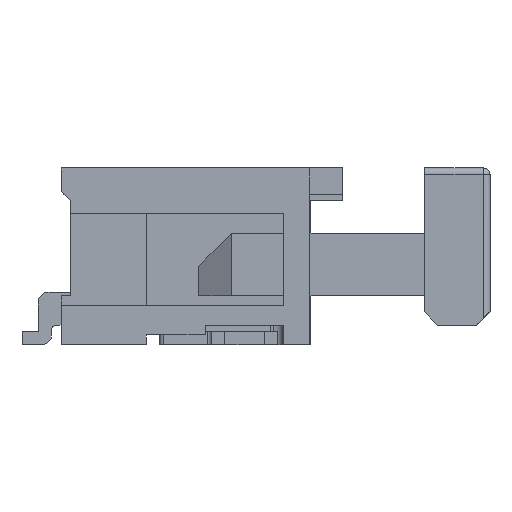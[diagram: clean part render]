
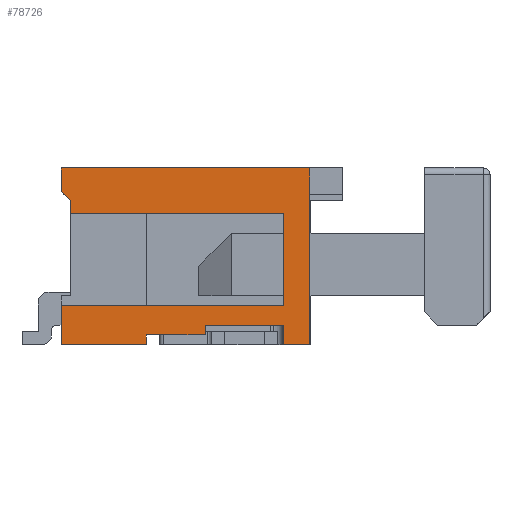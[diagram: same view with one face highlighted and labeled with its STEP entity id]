
A CAD part, left-side view. The second image highlights one B-rep face of the part: STEP entity #78726.
In plain terms, the highlighted planar face has unit normal (-1, 0, 0).
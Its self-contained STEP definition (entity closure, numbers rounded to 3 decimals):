
#277 = LINE ( 'NONE', #108981, #42118 ) ;
#622 = EDGE_CURVE ( 'NONE', #21908, #59307, #60991, .T. ) ;
#880 = DIRECTION ( 'NONE',  ( 0., 0., 1. ) ) ;
#1014 = VERTEX_POINT ( 'NONE', #65039 ) ;
#1077 = CARTESIAN_POINT ( 'NONE',  ( -14.65, -0.425, 0. ) ) ;
#4160 = DIRECTION ( 'NONE',  ( -1., 0., 0. ) ) ;
#4945 = EDGE_CURVE ( 'NONE', #87352, #5554, #47249, .T. ) ;
#5389 = EDGE_CURVE ( 'NONE', #59307, #1014, #277, .T. ) ;
#5554 = VERTEX_POINT ( 'NONE', #59816 ) ;
#5646 = VECTOR ( 'NONE', #66002, 1000. ) ;
#8023 = LINE ( 'NONE', #80169, #76545 ) ;
#9524 = AXIS2_PLACEMENT_3D ( 'NONE', #67324, #4160, #20834 ) ;
#10020 = VERTEX_POINT ( 'NONE', #47474 ) ;
#10259 = ORIENTED_EDGE ( 'NONE', *, *, #94940, .T. ) ;
#11958 = DIRECTION ( 'NONE',  ( 0., -1., 0. ) ) ;
#12576 = LINE ( 'NONE', #23569, #69711 ) ;
#12712 = CARTESIAN_POINT ( 'NONE',  ( -14.65, -0.825, 2.7 ) ) ;
#13172 = LINE ( 'NONE', #67958, #24506 ) ;
#18329 = EDGE_CURVE ( 'NONE', #103714, #1014, #45794, .T. ) ;
#18586 = CARTESIAN_POINT ( 'NONE',  ( -14.65, 2.975, 0.6 ) ) ;
#19525 = EDGE_CURVE ( 'NONE', #117802, #52407, #13172, .T. ) ;
#19993 = VECTOR ( 'NONE', #91254, 1000. ) ;
#20099 = VERTEX_POINT ( 'NONE', #46353 ) ;
#20126 = LINE ( 'NONE', #103153, #5646 ) ;
#20834 = DIRECTION ( 'NONE',  ( 0., 0., 1. ) ) ;
#21908 = VERTEX_POINT ( 'NONE', #54296 ) ;
#22481 = EDGE_CURVE ( 'NONE', #5554, #103714, #65473, .T. ) ;
#23172 = FACE_OUTER_BOUND ( 'NONE', #47442, .T. ) ;
#23569 = CARTESIAN_POINT ( 'NONE',  ( -14.65, -0.825, 0. ) ) ;
#24506 = VECTOR ( 'NONE', #102101, 1000. ) ;
#24710 = CARTESIAN_POINT ( 'NONE',  ( -14.65, 1.675, 0.15 ) ) ;
#28007 = CARTESIAN_POINT ( 'NONE',  ( -14.65, 2.975, 0.6 ) ) ;
#30093 = ORIENTED_EDGE ( 'NONE', *, *, #4945, .F. ) ;
#31052 = PLANE ( 'NONE',  #9524 ) ;
#32170 = LINE ( 'NONE', #95414, #44138 ) ;
#32646 = ORIENTED_EDGE ( 'NONE', *, *, #107772, .T. ) ;
#33615 = DIRECTION ( 'NONE',  ( 0., -0.707, -0.707 ) ) ;
#35169 = CARTESIAN_POINT ( 'NONE',  ( -14.65, 0.775, 0.15 ) ) ;
#35280 = VERTEX_POINT ( 'NONE', #78573 ) ;
#36219 = VECTOR ( 'NONE', #56163, 1000. ) ;
#36710 = CARTESIAN_POINT ( 'NONE',  ( -14.65, 0.775, 0. ) ) ;
#38126 = LINE ( 'NONE', #100845, #94923 ) ;
#38716 = VERTEX_POINT ( 'NONE', #42042 ) ;
#40312 = ORIENTED_EDGE ( 'NONE', *, *, #622, .T. ) ;
#41812 = LINE ( 'NONE', #115219, #85797 ) ;
#42042 = CARTESIAN_POINT ( 'NONE',  ( -14.65, -0.425, 0.3 ) ) ;
#42118 = VECTOR ( 'NONE', #90972, 1000. ) ;
#42575 = CARTESIAN_POINT ( 'NONE',  ( -14.65, 0.317, -0.317 ) ) ;
#44138 = VECTOR ( 'NONE', #68466, 1000. ) ;
#45794 = LINE ( 'NONE', #117424, #93897 ) ;
#46353 = CARTESIAN_POINT ( 'NONE',  ( -14.65, -0.825, 0. ) ) ;
#46732 = CARTESIAN_POINT ( 'NONE',  ( -14.65, 2.975, 2.7 ) ) ;
#47122 = VERTEX_POINT ( 'NONE', #46732 ) ;
#47249 = LINE ( 'NONE', #18586, #36219 ) ;
#47442 = EDGE_LOOP ( 'NONE', ( #112180, #105399, #96621, #108459, #98362, #53429, #105246, #52679, #40312, #103167, #58237, #96267, #30093, #32646, #10259, #102170 ) ) ;
#47474 = CARTESIAN_POINT ( 'NONE',  ( -14.65, -0.425, 0. ) ) ;
#51954 = VERTEX_POINT ( 'NONE', #35169 ) ;
#52407 = VERTEX_POINT ( 'NONE', #24710 ) ;
#52679 = ORIENTED_EDGE ( 'NONE', *, *, #64554, .T. ) ;
#53429 = ORIENTED_EDGE ( 'NONE', *, *, #65563, .F. ) ;
#54233 = DIRECTION ( 'NONE',  ( 0., 0., -1. ) ) ;
#54296 = CARTESIAN_POINT ( 'NONE',  ( -14.65, 2.975, 2.341 ) ) ;
#56053 = CARTESIAN_POINT ( 'NONE',  ( -14.65, 0., 0.15 ) ) ;
#56118 = EDGE_CURVE ( 'NONE', #51954, #35280, #82016, .T. ) ;
#56163 = DIRECTION ( 'NONE',  ( 0., -1., 0. ) ) ;
#57460 = VECTOR ( 'NONE', #33615, 1000. ) ;
#58237 = ORIENTED_EDGE ( 'NONE', *, *, #18329, .F. ) ;
#59307 = VERTEX_POINT ( 'NONE', #73777 ) ;
#59765 = VECTOR ( 'NONE', #54233, 1000. ) ;
#59816 = CARTESIAN_POINT ( 'NONE',  ( -14.65, -0.425, 0.6 ) ) ;
#60991 = LINE ( 'NONE', #42575, #57460 ) ;
#62378 = DIRECTION ( 'NONE',  ( 0., 1., 0. ) ) ;
#64279 = CARTESIAN_POINT ( 'NONE',  ( -14.65, -0.425, 0.6 ) ) ;
#64554 = EDGE_CURVE ( 'NONE', #47122, #21908, #41812, .T. ) ;
#65039 = CARTESIAN_POINT ( 'NONE',  ( -14.65, 2.834, 2. ) ) ;
#65473 = LINE ( 'NONE', #64279, #19993 ) ;
#65563 = EDGE_CURVE ( 'NONE', #85452, #20099, #12576, .T. ) ;
#66002 = DIRECTION ( 'NONE',  ( 0., -1., 0. ) ) ;
#67324 = CARTESIAN_POINT ( 'NONE',  ( -14.65, 0., 0. ) ) ;
#67958 = CARTESIAN_POINT ( 'NONE',  ( -14.65, 1.675, 0. ) ) ;
#68466 = DIRECTION ( 'NONE',  ( 0., -1., 0. ) ) ;
#69711 = VECTOR ( 'NONE', #74960, 1000. ) ;
#73777 = CARTESIAN_POINT ( 'NONE',  ( -14.65, 2.834, 2.2 ) ) ;
#74479 = DIRECTION ( 'NONE',  ( 0., 1., 0. ) ) ;
#74944 = LINE ( 'NONE', #92914, #80078 ) ;
#74960 = DIRECTION ( 'NONE',  ( 0., 0., -1. ) ) ;
#76545 = VECTOR ( 'NONE', #78972, 1000. ) ;
#77517 = VECTOR ( 'NONE', #11958, 1000. ) ;
#78573 = CARTESIAN_POINT ( 'NONE',  ( -14.65, 0.775, 0.3 ) ) ;
#78726 = ADVANCED_FACE ( 'NONE', ( #23172 ), #31052, .T. ) ;
#78972 = DIRECTION ( 'NONE',  ( 0., 1., 0. ) ) ;
#80078 = VECTOR ( 'NONE', #94691, 1000. ) ;
#80169 = CARTESIAN_POINT ( 'NONE',  ( -14.65, 0., 0. ) ) ;
#82016 = LINE ( 'NONE', #36710, #104694 ) ;
#85135 = EDGE_CURVE ( 'NONE', #20099, #10020, #8023, .T. ) ;
#85452 = VERTEX_POINT ( 'NONE', #12712 ) ;
#85797 = VECTOR ( 'NONE', #105124, 1000. ) ;
#87352 = VERTEX_POINT ( 'NONE', #28007 ) ;
#88884 = EDGE_CURVE ( 'NONE', #35280, #38716, #20126, .T. ) ;
#90972 = DIRECTION ( 'NONE',  ( 0., 0., -1. ) ) ;
#91254 = DIRECTION ( 'NONE',  ( 0., 0., 1. ) ) ;
#92914 = CARTESIAN_POINT ( 'NONE',  ( -14.65, 2.975, 0. ) ) ;
#93897 = VECTOR ( 'NONE', #62378, 1000. ) ;
#94691 = DIRECTION ( 'NONE',  ( 0., 0., -1. ) ) ;
#94923 = VECTOR ( 'NONE', #74479, 1000. ) ;
#94940 = EDGE_CURVE ( 'NONE', #104169, #117802, #32170, .T. ) ;
#95414 = CARTESIAN_POINT ( 'NONE',  ( -14.65, 0., 0. ) ) ;
#96267 = ORIENTED_EDGE ( 'NONE', *, *, #22481, .F. ) ;
#96621 = ORIENTED_EDGE ( 'NONE', *, *, #88884, .T. ) ;
#98362 = ORIENTED_EDGE ( 'NONE', *, *, #85135, .F. ) ;
#100845 = CARTESIAN_POINT ( 'NONE',  ( -14.65, 0., 2.7 ) ) ;
#102101 = DIRECTION ( 'NONE',  ( 0., 0., 1. ) ) ;
#102170 = ORIENTED_EDGE ( 'NONE', *, *, #19525, .T. ) ;
#103153 = CARTESIAN_POINT ( 'NONE',  ( -14.65, 0., 0.3 ) ) ;
#103167 = ORIENTED_EDGE ( 'NONE', *, *, #5389, .T. ) ;
#103276 = LINE ( 'NONE', #56053, #77517 ) ;
#103714 = VERTEX_POINT ( 'NONE', #110076 ) ;
#104169 = VERTEX_POINT ( 'NONE', #117000 ) ;
#104694 = VECTOR ( 'NONE', #880, 1000. ) ;
#105124 = DIRECTION ( 'NONE',  ( 0., 0., -1. ) ) ;
#105246 = ORIENTED_EDGE ( 'NONE', *, *, #108628, .T. ) ;
#105399 = ORIENTED_EDGE ( 'NONE', *, *, #56118, .T. ) ;
#107772 = EDGE_CURVE ( 'NONE', #87352, #104169, #74944, .T. ) ;
#108124 = EDGE_CURVE ( 'NONE', #52407, #51954, #103276, .T. ) ;
#108459 = ORIENTED_EDGE ( 'NONE', *, *, #116148, .T. ) ;
#108628 = EDGE_CURVE ( 'NONE', #85452, #47122, #38126, .T. ) ;
#108981 = CARTESIAN_POINT ( 'NONE',  ( -14.65, 2.834, 0. ) ) ;
#110076 = CARTESIAN_POINT ( 'NONE',  ( -14.65, -0.425, 2. ) ) ;
#110962 = LINE ( 'NONE', #1077, #59765 ) ;
#112110 = CARTESIAN_POINT ( 'NONE',  ( -14.65, 1.675, 0. ) ) ;
#112180 = ORIENTED_EDGE ( 'NONE', *, *, #108124, .T. ) ;
#115219 = CARTESIAN_POINT ( 'NONE',  ( -14.65, 2.975, 0. ) ) ;
#116148 = EDGE_CURVE ( 'NONE', #38716, #10020, #110962, .T. ) ;
#117000 = CARTESIAN_POINT ( 'NONE',  ( -14.65, 2.975, 0. ) ) ;
#117424 = CARTESIAN_POINT ( 'NONE',  ( -14.65, 2.975, 2. ) ) ;
#117802 = VERTEX_POINT ( 'NONE', #112110 ) ;
